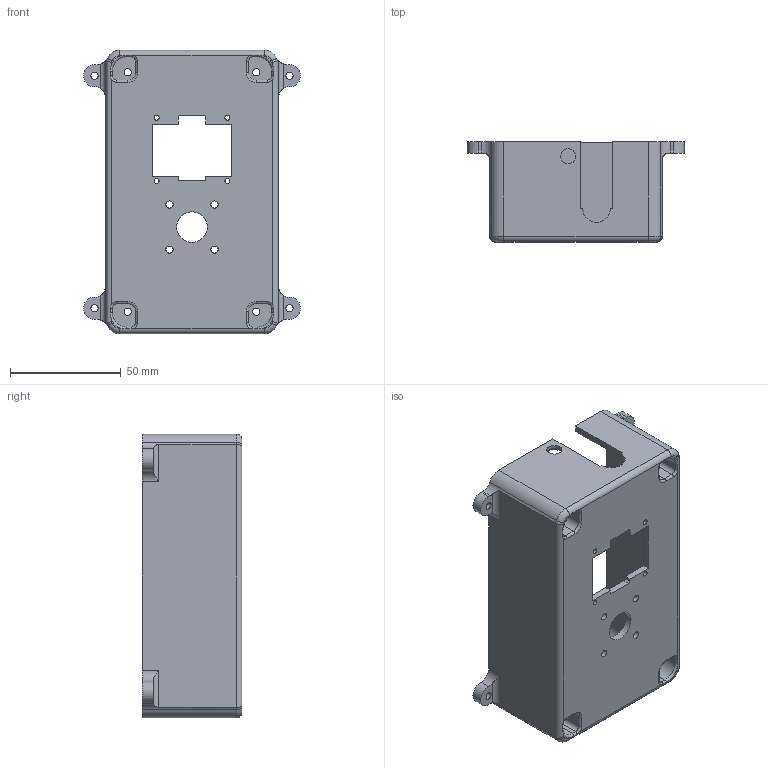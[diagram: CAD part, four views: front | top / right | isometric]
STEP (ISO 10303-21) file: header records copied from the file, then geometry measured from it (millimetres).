
FILE_DESCRIPTION(/* description */ (''),/* implementation_level */ '2;1');
FILE_NAME(/* name */ 'Bottom Case.stp',/* time_stamp */ '2025-05-01T21:00:18-04:00',/* author */ ('chh92'),/* organization */ (''),/* preprocessor_version */ 'ST-DEVELOPER v20',/* originating_system */ 'Autodesk Inventor 2025',/* authorisation */ '');
FILE_SCHEMA (('AUTOMOTIVE_DESIGN { 1 0 10303 214 3 1 1 }'));
Length unit declared in the file: millimetre
Products named in the file (1): Bottom Case
Bounding box: 98 x 45 x 128 mm (x, y, z)
Volume: 79099.3 mm3; surface area: 53717.5 mm2
Topology: 1 solids, 1 shells, 241 faces, 622 edges, 384 vertices
Faces by surface type: cylinder 119, plane 78, torus 44
Full cylindrical faces by diameter (mm): 2.25 x4, 3.25 x8, 3.3 x4, 6.75 x1, 13.8 x1
Entity records: 7669 total; most frequent: CARTESIAN_POINT 1524, DIRECTION 1348, ORIENTED_EDGE 1244, EDGE_CURVE 622, AXIS2_PLACEMENT_3D 512, VERTEX_POINT 384, LINE 324, VECTOR 324
